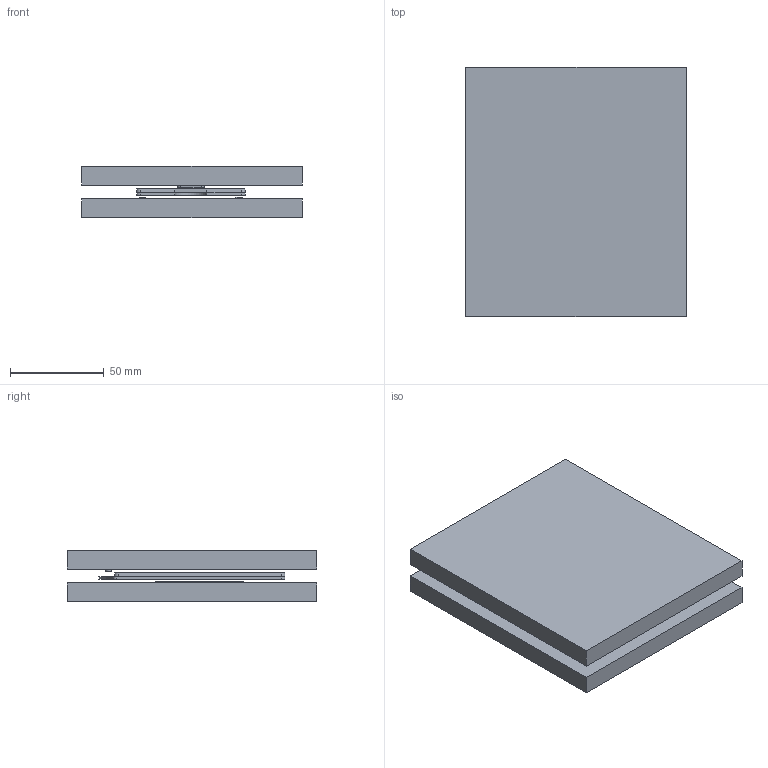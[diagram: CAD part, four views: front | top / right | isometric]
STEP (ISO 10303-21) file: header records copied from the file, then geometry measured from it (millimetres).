
FILE_DESCRIPTION (( 'STEP AP214' ), '1' );
FILE_NAME ('Card Holder core and cav.STEP', '2020-05-12T15:02:32', ( '' ), ( '' ), 'SwSTEP 2.0', 'SolidWorks 2018', '' );
FILE_SCHEMA (( 'AUTOMOTIVE_DESIGN' ));
Length unit declared in the file: millimetre
Products named in the file (1): Card Holder core and cav
Bounding box: 117.53 x 132.74 x 27.41 mm (x, y, z)
Volume: 312031.5 mm3; surface area: 86994.2 mm2
Topology: 3 solids, 3 shells, 140 faces, 378 edges, 248 vertices
Faces by surface type: plane 106, cylinder 26, cone 8
Entity records: 4422 total; most frequent: CARTESIAN_POINT 767, ORIENTED_EDGE 756, DIRECTION 732, EDGE_CURVE 378, VECTOR 306, LINE 306, VERTEX_POINT 248, AXIS2_PLACEMENT_3D 213
